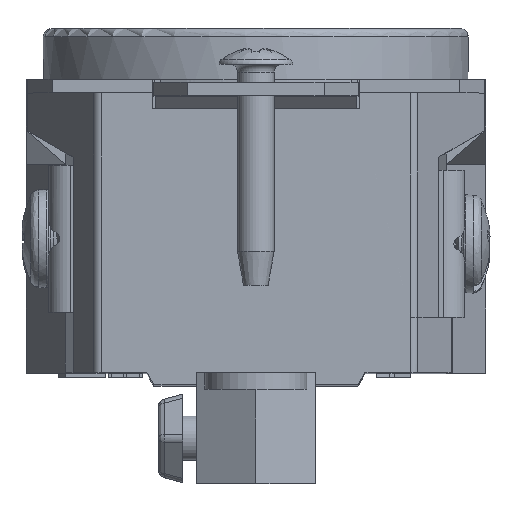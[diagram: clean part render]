
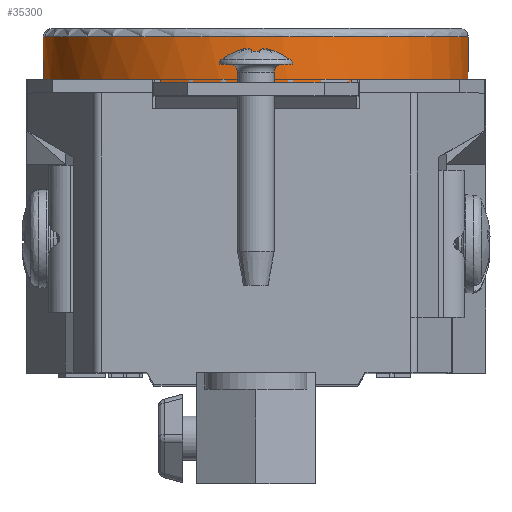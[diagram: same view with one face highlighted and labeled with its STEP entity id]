
A CAD part, top view. The second image highlights one B-rep face of the part: STEP entity #35300.
In plain terms, the highlighted cylindrical face has radius 19.837 mm (diameter 39.675 mm), a full revolution.
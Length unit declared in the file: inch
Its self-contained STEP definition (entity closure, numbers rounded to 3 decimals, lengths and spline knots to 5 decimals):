
#259 = ORIENTED_EDGE ( 'NONE', *, *, #46034, .T. ) ;
#2394 = CIRCLE ( 'NONE', #49706, 0.781 ) ;
#4763 = CARTESIAN_POINT ( 'NONE',  ( -0.81486, 0.944, -0.80654 ) ) ;
#4834 = CARTESIAN_POINT ( 'NONE',  ( -0.81486, 0.894, 0.58906 ) ) ;
#5464 = CARTESIAN_POINT ( 'NONE',  ( -0.81486, 0.894, -0.80654 ) ) ;
#5895 = DIRECTION ( 'NONE',  ( 0., 1., 0. ) ) ;
#7122 = DIRECTION ( 'NONE',  ( 0., 1., 0. ) ) ;
#8006 = CARTESIAN_POINT ( 'NONE',  ( -0.4641, 1.101, -0.10874 ) ) ;
#8024 = DIRECTION ( 'NONE',  ( 0., -1., 0. ) ) ;
#8604 = CARTESIAN_POINT ( 'NONE',  ( -0.11333, 0.894, 0.58906 ) ) ;
#9322 = VERTEX_POINT ( 'NONE', #4834 ) ;
#9480 = ORIENTED_EDGE ( 'NONE', *, *, #48445, .T. ) ;
#9548 = EDGE_CURVE ( 'NONE', #17326, #62732, #21311, .T. ) ;
#9775 = LINE ( 'NONE', #52462, #41513 ) ;
#14606 = EDGE_CURVE ( 'NONE', #82192, #82192, #2394, .T. ) ;
#14699 = DIRECTION ( 'NONE',  ( 0., 0., -1. ) ) ;
#16873 = AXIS2_PLACEMENT_3D ( 'NONE', #27296, #60897, #14699 ) ;
#17326 = VERTEX_POINT ( 'NONE', #4763 ) ;
#17751 = EDGE_CURVE ( 'NONE', #35422, #62006, #44433, .T. ) ;
#19402 = DIRECTION ( 'NONE',  ( 0., 1., 0. ) ) ;
#19809 = VECTOR ( 'NONE', #57764, 39.37008 ) ;
#20923 = DIRECTION ( 'NONE',  ( 0., 1., 0. ) ) ;
#21211 = CARTESIAN_POINT ( 'NONE',  ( -0.4641, 0.944, -0.10874 ) ) ;
#21311 = CIRCLE ( 'NONE', #66293, 0.781 ) ;
#21401 = CARTESIAN_POINT ( 'NONE',  ( -0.81486, 0.944, 0.58906 ) ) ;
#25412 = DIRECTION ( 'NONE',  ( 0., 1., 0. ) ) ;
#26115 = FACE_OUTER_BOUND ( 'NONE', #85159, .T. ) ;
#27296 = CARTESIAN_POINT ( 'NONE',  ( -0.4641, 0.894, -0.10874 ) ) ;
#27657 = AXIS2_PLACEMENT_3D ( 'NONE', #43496, #19402, #84897 ) ;
#29165 = CYLINDRICAL_SURFACE ( 'NONE', #76295, 0.781 ) ;
#31359 = CARTESIAN_POINT ( 'NONE',  ( -0.11333, 0.835, 0.58906 ) ) ;
#31903 = CIRCLE ( 'NONE', #43273, 0.781 ) ;
#35300 = ADVANCED_FACE ( 'NONE', ( #81656, #26115 ), #29165, .T. ) ;
#35422 = VERTEX_POINT ( 'NONE', #8604 ) ;
#36359 = ORIENTED_EDGE ( 'NONE', *, *, #17751, .T. ) ;
#36646 = EDGE_LOOP ( 'NONE', ( #65021 ) ) ;
#36859 = CARTESIAN_POINT ( 'NONE',  ( -0.4641, 1.101, -0.88974 ) ) ;
#40706 = DIRECTION ( 'NONE',  ( 0., 0., -1. ) ) ;
#41513 = VECTOR ( 'NONE', #25412, 39.37008 ) ;
#41576 = ORIENTED_EDGE ( 'NONE', *, *, #47161, .F. ) ;
#43273 = AXIS2_PLACEMENT_3D ( 'NONE', #46451, #7122, #73711 ) ;
#43496 = CARTESIAN_POINT ( 'NONE',  ( -0.4641, 0.944, -0.10874 ) ) ;
#43547 = LINE ( 'NONE', #45806, #47706 ) ;
#44433 = LINE ( 'NONE', #31359, #19809 ) ;
#45806 = CARTESIAN_POINT ( 'NONE',  ( -0.11333, 0.835, -0.80654 ) ) ;
#46034 = EDGE_CURVE ( 'NONE', #62006, #55534, #55175, .T. ) ;
#46451 = CARTESIAN_POINT ( 'NONE',  ( -0.4641, 0.894, -0.10874 ) ) ;
#47000 = DIRECTION ( 'NONE',  ( 0., 1., 0. ) ) ;
#47161 = EDGE_CURVE ( 'NONE', #62981, #55534, #43547, .T. ) ;
#47174 = EDGE_CURVE ( 'NONE', #9322, #62732, #9775, .T. ) ;
#47342 = CARTESIAN_POINT ( 'NONE',  ( -0.4641, 1.132, -0.10874 ) ) ;
#47706 = VECTOR ( 'NONE', #5895, 39.37008 ) ;
#48035 = VERTEX_POINT ( 'NONE', #5464 ) ;
#48445 = EDGE_CURVE ( 'NONE', #62981, #48035, #31903, .T. ) ;
#49706 = AXIS2_PLACEMENT_3D ( 'NONE', #8006, #53950, #40706 ) ;
#52098 = CARTESIAN_POINT ( 'NONE',  ( -0.11333, 0.894, -0.80654 ) ) ;
#52462 = CARTESIAN_POINT ( 'NONE',  ( -0.81486, 0.835, 0.58906 ) ) ;
#52792 = CARTESIAN_POINT ( 'NONE',  ( -0.11333, 0.944, -0.80654 ) ) ;
#53950 = DIRECTION ( 'NONE',  ( 0., -1., 0. ) ) ;
#54742 = CARTESIAN_POINT ( 'NONE',  ( -0.81486, 0.835, -0.80654 ) ) ;
#54806 = CARTESIAN_POINT ( 'NONE',  ( -0.11333, 0.944, 0.58906 ) ) ;
#55175 = CIRCLE ( 'NONE', #27657, 0.781 ) ;
#55534 = VERTEX_POINT ( 'NONE', #52792 ) ;
#57764 = DIRECTION ( 'NONE',  ( 0., 1., 0. ) ) ;
#60502 = EDGE_CURVE ( 'NONE', #9322, #35422, #71871, .T. ) ;
#60897 = DIRECTION ( 'NONE',  ( 0., 1., 0. ) ) ;
#62006 = VERTEX_POINT ( 'NONE', #54806 ) ;
#62732 = VERTEX_POINT ( 'NONE', #21401 ) ;
#62981 = VERTEX_POINT ( 'NONE', #52098 ) ;
#63277 = LINE ( 'NONE', #54742, #73614 ) ;
#64085 = ORIENTED_EDGE ( 'NONE', *, *, #47174, .F. ) ;
#65021 = ORIENTED_EDGE ( 'NONE', *, *, #14606, .T. ) ;
#66277 = DIRECTION ( 'NONE',  ( 0., 0., 1. ) ) ;
#66293 = AXIS2_PLACEMENT_3D ( 'NONE', #21211, #20923, #66836 ) ;
#66836 = DIRECTION ( 'NONE',  ( 0., 0., 1. ) ) ;
#71871 = CIRCLE ( 'NONE', #16873, 0.781 ) ;
#72318 = EDGE_CURVE ( 'NONE', #48035, #17326, #63277, .T. ) ;
#73614 = VECTOR ( 'NONE', #47000, 39.37008 ) ;
#73711 = DIRECTION ( 'NONE',  ( 0., 0., -1. ) ) ;
#75733 = ORIENTED_EDGE ( 'NONE', *, *, #72318, .T. ) ;
#76295 = AXIS2_PLACEMENT_3D ( 'NONE', #47342, #8024, #66277 ) ;
#81656 = FACE_OUTER_BOUND ( 'NONE', #36646, .T. ) ;
#81754 = ORIENTED_EDGE ( 'NONE', *, *, #60502, .T. ) ;
#82192 = VERTEX_POINT ( 'NONE', #36859 ) ;
#82283 = ORIENTED_EDGE ( 'NONE', *, *, #9548, .T. ) ;
#84897 = DIRECTION ( 'NONE',  ( 0., 0., 1. ) ) ;
#85159 = EDGE_LOOP ( 'NONE', ( #64085, #81754, #36359, #259, #41576, #9480, #75733, #82283 ) ) ;
